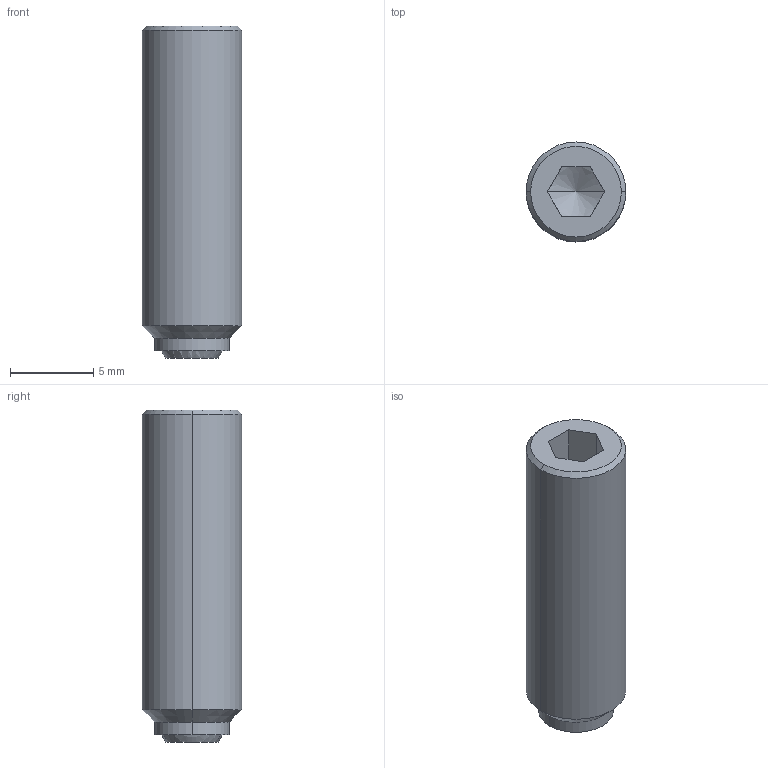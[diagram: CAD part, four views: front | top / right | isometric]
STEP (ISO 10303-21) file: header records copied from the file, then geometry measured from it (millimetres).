
FILE_DESCRIPTION(('STEP AP214'),'1');
FILE_NAME('HALDERN_EH_22720_6263.stp','2018-01-15T15:20:56',('TraceParts'),('TraceParts S.A.'),'Spatial InterOp 3D',' ',' ');
FILE_SCHEMA(('automotive_design'));
Length unit declared in the file: millimetre
Products named in the file (2): HALDERN_EH_22720_6263_1; HALDERN_EH_22720_6263_2
Bounding box: 6 x 6 x 20 mm (x, y, z)
Volume: 541.5 mm3; surface area: 491 mm2
Topology: 2 solids, 2 shells, 21 faces, 49 edges, 28 vertices
Faces by surface type: plane 9, cone 6, cylinder 4, sphere 2
Entity records: 749 total; most frequent: CARTESIAN_POINT 106, DIRECTION 98, ORIENTED_EDGE 86, EDGE_CURVE 43, AXIS2_PLACEMENT_3D 38, VERTEX_POINT 28, EDGE_LOOP 23, LINE 22
